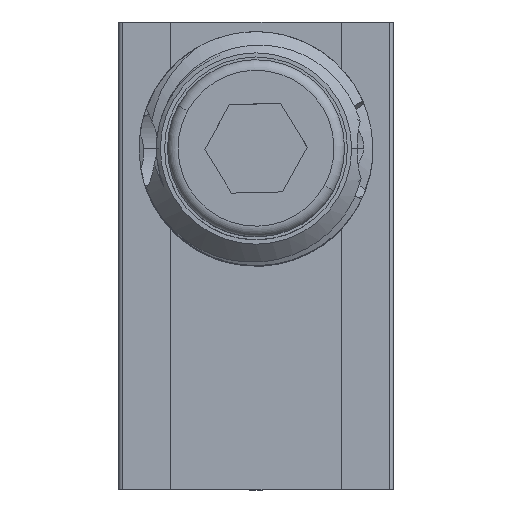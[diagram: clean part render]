
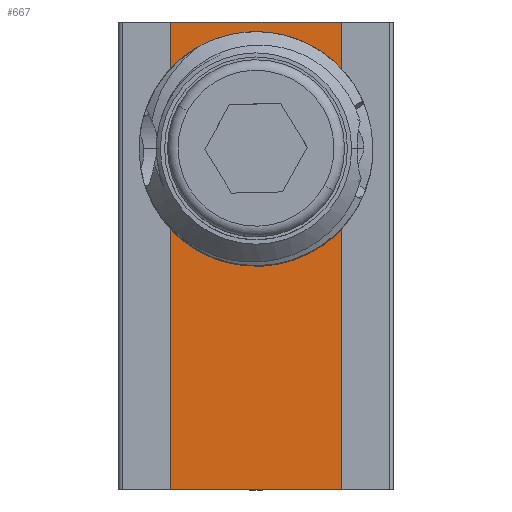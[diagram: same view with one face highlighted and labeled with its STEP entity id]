
A CAD part, top view. The second image highlights one B-rep face of the part: STEP entity #667.
In plain terms, the highlighted face is planar.
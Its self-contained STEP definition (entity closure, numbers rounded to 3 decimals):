
#424 = EDGE_CURVE ( 'NONE', #1590, #5661, #19331, .T. ) ;
#667 = ADVANCED_FACE ( 'NONE', ( #16123, #7260 ), #17059, .F. ) ;
#978 = CARTESIAN_POINT ( 'NONE',  ( 4., -3.9, 22. ) ) ;
#1078 = EDGE_CURVE ( 'NONE', #8733, #12269, #3082, .T. ) ;
#1590 = VERTEX_POINT ( 'NONE', #19187 ) ;
#1619 = ORIENTED_EDGE ( 'NONE', *, *, #3838, .F. ) ;
#2134 = EDGE_CURVE ( 'NONE', #5661, #8733, #8493, .T. ) ;
#2287 = AXIS2_PLACEMENT_3D ( 'NONE', #18331, #18259, #5739 ) ;
#2421 = CARTESIAN_POINT ( 'NONE',  ( -4., -3.9, 22. ) ) ;
#3082 = LINE ( 'NONE', #978, #18334 ) ;
#3132 = DIRECTION ( 'NONE',  ( 0., 0., -1. ) ) ;
#3335 = CARTESIAN_POINT ( 'NONE',  ( 0., -3.9, 3.9 ) ) ;
#3428 = AXIS2_PLACEMENT_3D ( 'NONE', #16884, #13805, #3132 ) ;
#3838 = EDGE_CURVE ( 'NONE', #11431, #9261, #15369, .T. ) ;
#4015 = DIRECTION ( 'NONE',  ( 0., 0., 1. ) ) ;
#4240 = ORIENTED_EDGE ( 'NONE', *, *, #18307, .F. ) ;
#4784 = ORIENTED_EDGE ( 'NONE', *, *, #424, .F. ) ;
#5053 = VECTOR ( 'NONE', #4015, 1000. ) ;
#5178 = ORIENTED_EDGE ( 'NONE', *, *, #1078, .F. ) ;
#5661 = VERTEX_POINT ( 'NONE', #19307 ) ;
#5737 = CIRCLE ( 'NONE', #3428, 2.1 ) ;
#5739 = DIRECTION ( 'NONE',  ( 0., 0., -1. ) ) ;
#6153 = AXIS2_PLACEMENT_3D ( 'NONE', #7632, #13771, #15332 ) ;
#7260 = FACE_BOUND ( 'NONE', #14679, .T. ) ;
#7632 = CARTESIAN_POINT ( 'NONE',  ( -4., -3.9, 22. ) ) ;
#8493 = LINE ( 'NONE', #2421, #13415 ) ;
#8733 = VERTEX_POINT ( 'NONE', #10774 ) ;
#9036 = DIRECTION ( 'NONE',  ( -1., 0., 0. ) ) ;
#9261 = VERTEX_POINT ( 'NONE', #3335 ) ;
#10082 = ORIENTED_EDGE ( 'NONE', *, *, #13725, .F. ) ;
#10136 = DIRECTION ( 'NONE',  ( 1., 0., 0. ) ) ;
#10774 = CARTESIAN_POINT ( 'NONE',  ( 4., -3.9, 22. ) ) ;
#11431 = VERTEX_POINT ( 'NONE', #13125 ) ;
#12269 = VERTEX_POINT ( 'NONE', #14010 ) ;
#12632 = ORIENTED_EDGE ( 'NONE', *, *, #2134, .F. ) ;
#13124 = LINE ( 'NONE', #18589, #17789 ) ;
#13125 = CARTESIAN_POINT ( 'NONE',  ( 0., -3.9, 8.1 ) ) ;
#13415 = VECTOR ( 'NONE', #10136, 1000. ) ;
#13569 = DIRECTION ( 'NONE',  ( 0., 0., -1. ) ) ;
#13725 = EDGE_CURVE ( 'NONE', #9261, #11431, #5737, .T. ) ;
#13771 = DIRECTION ( 'NONE',  ( 0., 1., 0. ) ) ;
#13805 = DIRECTION ( 'NONE',  ( 0., -1., 0. ) ) ;
#14010 = CARTESIAN_POINT ( 'NONE',  ( 4., -3.9, 0. ) ) ;
#14679 = EDGE_LOOP ( 'NONE', ( #10082, #1619 ) ) ;
#15332 = DIRECTION ( 'NONE',  ( -1., 0., 0. ) ) ;
#15369 = CIRCLE ( 'NONE', #2287, 2.1 ) ;
#16123 = FACE_OUTER_BOUND ( 'NONE', #19366, .T. ) ;
#16884 = CARTESIAN_POINT ( 'NONE',  ( 0., -3.9, 6. ) ) ;
#17059 = PLANE ( 'NONE',  #6153 ) ;
#17789 = VECTOR ( 'NONE', #9036, 1000. ) ;
#18259 = DIRECTION ( 'NONE',  ( 0., -1., 0. ) ) ;
#18307 = EDGE_CURVE ( 'NONE', #12269, #1590, #13124, .T. ) ;
#18331 = CARTESIAN_POINT ( 'NONE',  ( 0., -3.9, 6. ) ) ;
#18334 = VECTOR ( 'NONE', #13569, 1000. ) ;
#18589 = CARTESIAN_POINT ( 'NONE',  ( -4., -3.9, 0. ) ) ;
#19187 = CARTESIAN_POINT ( 'NONE',  ( -4., -3.9, 0. ) ) ;
#19307 = CARTESIAN_POINT ( 'NONE',  ( -4., -3.9, 22. ) ) ;
#19331 = LINE ( 'NONE', #19687, #5053 ) ;
#19366 = EDGE_LOOP ( 'NONE', ( #5178, #12632, #4784, #4240 ) ) ;
#19687 = CARTESIAN_POINT ( 'NONE',  ( -4., -3.9, 22. ) ) ;
